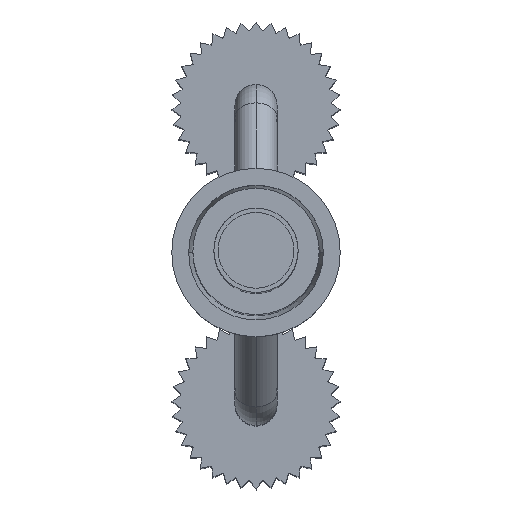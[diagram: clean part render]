
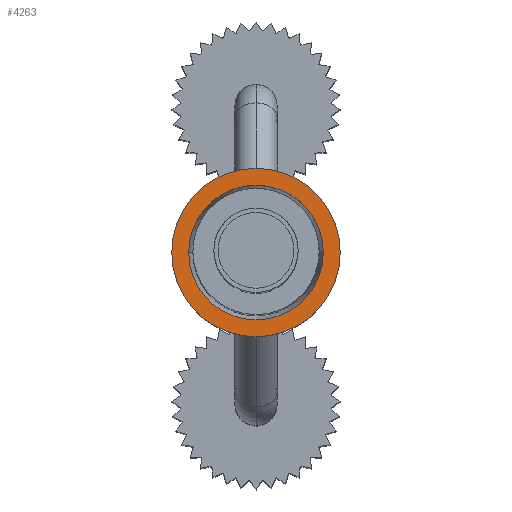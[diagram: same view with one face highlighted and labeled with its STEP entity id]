
A CAD part, top view. The second image highlights one B-rep face of the part: STEP entity #4263.
In plain terms, the highlighted planar face has unit normal (0, 0, 1).
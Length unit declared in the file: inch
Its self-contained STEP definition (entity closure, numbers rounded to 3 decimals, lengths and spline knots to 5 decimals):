
#65 = CIRCLE ( 'NONE', #3230, 0.07874 ) ;
#201 = AXIS2_PLACEMENT_3D ( 'NONE', #5183, #3901, #3032 ) ;
#441 = ORIENTED_EDGE ( 'NONE', *, *, #3684, .F. ) ;
#446 = DIRECTION ( 'NONE',  ( 0., 0., 1. ) ) ;
#799 = DIRECTION ( 'NONE',  ( 0., 0., -1. ) ) ;
#929 = CIRCLE ( 'NONE', #1836, 0.06299 ) ;
#974 = CARTESIAN_POINT ( 'NONE',  ( 0., 0., 0.09843 ) ) ;
#1211 = VERTEX_POINT ( 'NONE', #4961 ) ;
#1499 = CARTESIAN_POINT ( 'NONE',  ( 0.06299, 0., 0.09843 ) ) ;
#1836 = AXIS2_PLACEMENT_3D ( 'NONE', #974, #446, #5362 ) ;
#2025 = ORIENTED_EDGE ( 'NONE', *, *, #2240, .F. ) ;
#2041 = CARTESIAN_POINT ( 'NONE',  ( 0., 0., 0.09843 ) ) ;
#2068 = DIRECTION ( 'NONE',  ( 1., 0., 0. ) ) ;
#2071 = CARTESIAN_POINT ( 'NONE',  ( -0.06299, 0., 0.09843 ) ) ;
#2240 = EDGE_CURVE ( 'NONE', #3381, #4880, #929, .T. ) ;
#2286 = ORIENTED_EDGE ( 'NONE', *, *, #4264, .F. ) ;
#2364 = FACE_BOUND ( 'NONE', #3787, .T. ) ;
#2442 = AXIS2_PLACEMENT_3D ( 'NONE', #1499, #5064, #2506 ) ;
#2506 = DIRECTION ( 'NONE',  ( 1., 0., 0. ) ) ;
#2713 = CIRCLE ( 'NONE', #201, 0.06299 ) ;
#3032 = DIRECTION ( 'NONE',  ( 1., 0., 0. ) ) ;
#3230 = AXIS2_PLACEMENT_3D ( 'NONE', #5236, #3858, #5676 ) ;
#3274 = AXIS2_PLACEMENT_3D ( 'NONE', #2041, #799, #2068 ) ;
#3326 = EDGE_CURVE ( 'NONE', #4880, #3381, #2713, .T. ) ;
#3381 = VERTEX_POINT ( 'NONE', #2071 ) ;
#3684 = EDGE_CURVE ( 'NONE', #4904, #1211, #65, .T. ) ;
#3722 = FACE_OUTER_BOUND ( 'NONE', #4627, .T. ) ;
#3787 = EDGE_LOOP ( 'NONE', ( #2025, #5337 ) ) ;
#3858 = DIRECTION ( 'NONE',  ( 0., 0., -1. ) ) ;
#3901 = DIRECTION ( 'NONE',  ( 0., 0., 1. ) ) ;
#4263 = ADVANCED_FACE ( 'NONE', ( #2364, #3722 ), #5508, .T. ) ;
#4264 = EDGE_CURVE ( 'NONE', #1211, #4904, #5444, .T. ) ;
#4627 = EDGE_LOOP ( 'NONE', ( #2286, #441 ) ) ;
#4796 = CARTESIAN_POINT ( 'NONE',  ( 0.06299, 0., 0.09843 ) ) ;
#4880 = VERTEX_POINT ( 'NONE', #4796 ) ;
#4904 = VERTEX_POINT ( 'NONE', #5762 ) ;
#4961 = CARTESIAN_POINT ( 'NONE',  ( 0.07874, 0., 0.09843 ) ) ;
#5064 = DIRECTION ( 'NONE',  ( 0., 0., 1. ) ) ;
#5183 = CARTESIAN_POINT ( 'NONE',  ( 0., 0., 0.09843 ) ) ;
#5236 = CARTESIAN_POINT ( 'NONE',  ( 0., 0., 0.09843 ) ) ;
#5337 = ORIENTED_EDGE ( 'NONE', *, *, #3326, .F. ) ;
#5362 = DIRECTION ( 'NONE',  ( -1., 0., 0. ) ) ;
#5444 = CIRCLE ( 'NONE', #3274, 0.07874 ) ;
#5508 = PLANE ( 'NONE',  #2442 ) ;
#5676 = DIRECTION ( 'NONE',  ( -1., 0., 0. ) ) ;
#5762 = CARTESIAN_POINT ( 'NONE',  ( -0.07874, 0., 0.09843 ) ) ;
